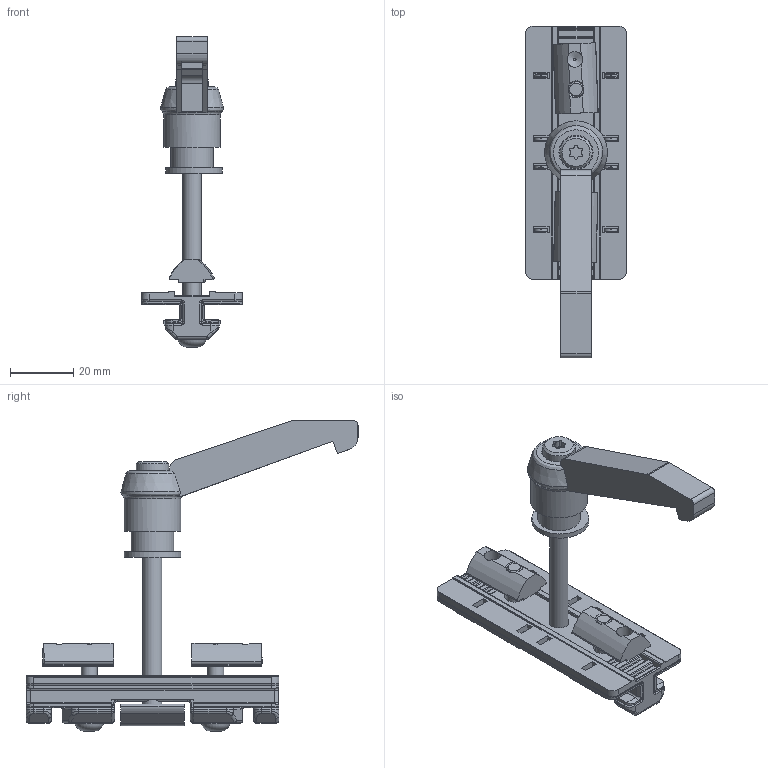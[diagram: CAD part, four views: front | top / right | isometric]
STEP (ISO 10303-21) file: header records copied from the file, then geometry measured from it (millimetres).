
FILE_DESCRIPTION (( 'STEP AP214' ), '1' );
FILE_NAME ('093PS0840LS01.STEP', '2014-10-24T14:04:52', ( 'Admin' ), ( 'Hewlett-Packard Company' ), 'SwSTEP 2.0', 'SolidWorks 2014', '' );
FILE_SCHEMA (( 'AUTOMOTIVE_DESIGN' ));
Length unit declared in the file: millimetre
Products named in the file (9): 4iso3601d0515; 041LL065K91M0655M; 4iso7380m0525m_Standard; 4din9021d0618m_4 din 9021 d0618 m; 096110s01_096110s02; 093PS0840FR02_Standard; 093PS0840FR01_Standard; 093PS0840LS01; 096025_Standard
Assembly tree (12 placements, depth 2):
  093PS0840LS01
    093PS0840FR01_Standard
    093PS0840FR02_Standard  x2
    096110s01_096110s02
    4din9021d0618m_4 din 9021 d0618 m
    4iso7380m0525m_Standard  x2
    041LL065K91M0655M
    4iso3601d0515  x2
    096025_Standard  x2
Bounding box: 32 x 105 x 98.2 mm (x, y, z)
Volume: 29950.7 mm3; surface area: 28592.8 mm2
Topology: 12 solids, 13 shells, 706 faces, 1820 edges, 1124 vertices
Faces by surface type: plane 300, cylinder 279, torus 56, bspline 32, sphere 20, cone 19
Full cylindrical faces by diameter (mm): 4.2 x2, 5 x5, 6 x1, 6.3 x3, 6.4 x1, 6.75 x1, 8.1 x1, 9.45 x1, 10.26 x1, 10.8 x1, 13.5 x1, 18 x2
Entity records: 20298 total; most frequent: CARTESIAN_POINT 4622, DIRECTION 3075, ORIENTED_EDGE 3032, EDGE_CURVE 1516, AXIS2_PLACEMENT_3D 1114, VERTEX_POINT 956, VECTOR 847, LINE 847
